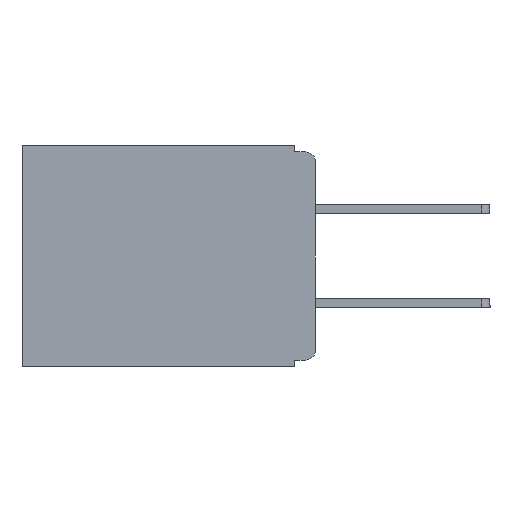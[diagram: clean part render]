
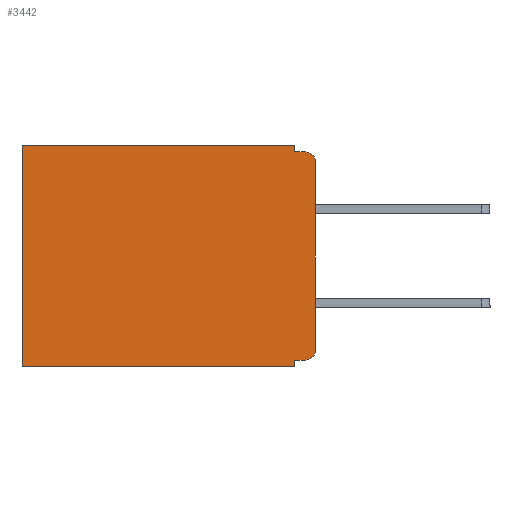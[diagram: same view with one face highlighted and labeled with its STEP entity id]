
A CAD part, left-side view. The second image highlights one B-rep face of the part: STEP entity #3442.
In plain terms, the highlighted planar face has unit normal (-1, 0, 0).
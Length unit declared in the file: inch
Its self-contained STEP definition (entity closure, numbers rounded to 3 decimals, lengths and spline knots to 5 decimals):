
#88 = CARTESIAN_POINT ( 'NONE',  ( 0.3, 0.015, -0.32 ) ) ;
#517 = CARTESIAN_POINT ( 'NONE',  ( 0.3, 0., -0.025 ) ) ;
#791 = ORIENTED_EDGE ( 'NONE', *, *, #5293, .F. ) ;
#855 = CARTESIAN_POINT ( 'NONE',  ( 0.3, 0.031, -0.33 ) ) ;
#1007 = VERTEX_POINT ( 'NONE', #10827 ) ;
#1215 = AXIS2_PLACEMENT_3D ( 'NONE', #1951, #10809, #3247 ) ;
#1219 = EDGE_CURVE ( 'NONE', #5319, #12401, #9839, .T. ) ;
#1281 = EDGE_CURVE ( 'NONE', #12087, #10354, #5603, .T. ) ;
#1887 = CARTESIAN_POINT ( 'NONE',  ( 0.3, 0., -0.33 ) ) ;
#1951 = CARTESIAN_POINT ( 'NONE',  ( 0.3, 0.015, -0.305 ) ) ;
#1952 = VECTOR ( 'NONE', #3172, 39.37008 ) ;
#1973 = CARTESIAN_POINT ( 'NONE',  ( 0.3, 0.437, -0.33 ) ) ;
#2052 = CARTESIAN_POINT ( 'NONE',  ( 0.3, 0., -0.305 ) ) ;
#2136 = PLANE ( 'NONE',  #8636 ) ;
#2335 = DIRECTION ( 'NONE',  ( 1., 0., 0. ) ) ;
#2347 = LINE ( 'NONE', #1887, #1952 ) ;
#2482 = ORIENTED_EDGE ( 'NONE', *, *, #12674, .T. ) ;
#2557 = VERTEX_POINT ( 'NONE', #15571 ) ;
#3049 = ORIENTED_EDGE ( 'NONE', *, *, #1281, .F. ) ;
#3172 = DIRECTION ( 'NONE',  ( 0., 1., 0. ) ) ;
#3247 = DIRECTION ( 'NONE',  ( 0., 0., -1. ) ) ;
#3360 = VERTEX_POINT ( 'NONE', #1973 ) ;
#3442 = ADVANCED_FACE ( 'NONE', ( #13064 ), #2136, .F. ) ;
#3448 = ORIENTED_EDGE ( 'NONE', *, *, #1219, .F. ) ;
#3479 = VECTOR ( 'NONE', #5526, 39.37008 ) ;
#3774 = CARTESIAN_POINT ( 'NONE',  ( 0.3, 0., -0.32 ) ) ;
#3958 = EDGE_CURVE ( 'NONE', #11143, #6585, #14720, .T. ) ;
#4387 = LINE ( 'NONE', #11799, #10332 ) ;
#4809 = ORIENTED_EDGE ( 'NONE', *, *, #13906, .F. ) ;
#5137 = DIRECTION ( 'NONE',  ( 0., 1., 0. ) ) ;
#5293 = EDGE_CURVE ( 'NONE', #12401, #1007, #4387, .T. ) ;
#5319 = VERTEX_POINT ( 'NONE', #7087 ) ;
#5526 = DIRECTION ( 'NONE',  ( 0., 0., -1. ) ) ;
#5603 = LINE ( 'NONE', #7629, #15099 ) ;
#5839 = CARTESIAN_POINT ( 'NONE',  ( 0.3, 0., 0. ) ) ;
#6084 = CARTESIAN_POINT ( 'NONE',  ( 0.3, 0.437, -0.33 ) ) ;
#6129 = DIRECTION ( 'NONE',  ( 0., 0., -1. ) ) ;
#6310 = ORIENTED_EDGE ( 'NONE', *, *, #3958, .F. ) ;
#6585 = VERTEX_POINT ( 'NONE', #13772 ) ;
#6758 = CARTESIAN_POINT ( 'NONE',  ( 0.3, 0.031, -0.33 ) ) ;
#6765 = ORIENTED_EDGE ( 'NONE', *, *, #13354, .T. ) ;
#6818 = DIRECTION ( 'NONE',  ( -1., 0., 0. ) ) ;
#7087 = CARTESIAN_POINT ( 'NONE',  ( 0.3, 0.031, 0. ) ) ;
#7289 = CIRCLE ( 'NONE', #1215, 0.015 ) ;
#7491 = CARTESIAN_POINT ( 'NONE',  ( 0.3, 0.031, 0. ) ) ;
#7629 = CARTESIAN_POINT ( 'NONE',  ( 0.3, 0., -0.33 ) ) ;
#7648 = DIRECTION ( 'NONE',  ( 0., 0., -1. ) ) ;
#7880 = ORIENTED_EDGE ( 'NONE', *, *, #8985, .F. ) ;
#8168 = VECTOR ( 'NONE', #5137, 39.37008 ) ;
#8228 = CARTESIAN_POINT ( 'NONE',  ( 0.3, 0., -0.33 ) ) ;
#8636 = AXIS2_PLACEMENT_3D ( 'NONE', #8228, #2335, #8892 ) ;
#8892 = DIRECTION ( 'NONE',  ( 0., 0., -1. ) ) ;
#8985 = EDGE_CURVE ( 'NONE', #6585, #15882, #13106, .T. ) ;
#9127 = ORIENTED_EDGE ( 'NONE', *, *, #14898, .T. ) ;
#9163 = ORIENTED_EDGE ( 'NONE', *, *, #12244, .T. ) ;
#9839 = LINE ( 'NONE', #7491, #3479 ) ;
#9866 = VECTOR ( 'NONE', #6129, 39.37008 ) ;
#10332 = VECTOR ( 'NONE', #14695, 39.37008 ) ;
#10354 = VERTEX_POINT ( 'NONE', #2052 ) ;
#10809 = DIRECTION ( 'NONE',  ( -1., 0., 0. ) ) ;
#10827 = CARTESIAN_POINT ( 'NONE',  ( 0.3, 0.015, -0.01 ) ) ;
#10845 = EDGE_LOOP ( 'NONE', ( #3049, #2482, #791, #3448, #9163, #9127, #4809, #7880, #6310, #6765 ) ) ;
#10897 = CIRCLE ( 'NONE', #11149, 0.015 ) ;
#11143 = VERTEX_POINT ( 'NONE', #88 ) ;
#11149 = AXIS2_PLACEMENT_3D ( 'NONE', #14266, #6818, #15425 ) ;
#11799 = CARTESIAN_POINT ( 'NONE',  ( 0.3, 0., -0.01 ) ) ;
#12087 = VERTEX_POINT ( 'NONE', #517 ) ;
#12244 = EDGE_CURVE ( 'NONE', #5319, #2557, #14517, .T. ) ;
#12401 = VERTEX_POINT ( 'NONE', #16019 ) ;
#12674 = EDGE_CURVE ( 'NONE', #12087, #1007, #10897, .T. ) ;
#13064 = FACE_OUTER_BOUND ( 'NONE', #10845, .T. ) ;
#13103 = LINE ( 'NONE', #6084, #9866 ) ;
#13106 = LINE ( 'NONE', #855, #15884 ) ;
#13332 = DIRECTION ( 'NONE',  ( 0., 1., 0. ) ) ;
#13354 = EDGE_CURVE ( 'NONE', #11143, #10354, #7289, .T. ) ;
#13772 = CARTESIAN_POINT ( 'NONE',  ( 0.3, 0.031, -0.32 ) ) ;
#13906 = EDGE_CURVE ( 'NONE', #15882, #3360, #2347, .T. ) ;
#14149 = VECTOR ( 'NONE', #13332, 39.37008 ) ;
#14266 = CARTESIAN_POINT ( 'NONE',  ( 0.3, 0.015, -0.025 ) ) ;
#14517 = LINE ( 'NONE', #5839, #14149 ) ;
#14695 = DIRECTION ( 'NONE',  ( 0., -1., 0. ) ) ;
#14720 = LINE ( 'NONE', #3774, #8168 ) ;
#14898 = EDGE_CURVE ( 'NONE', #2557, #3360, #13103, .T. ) ;
#15099 = VECTOR ( 'NONE', #7648, 39.37008 ) ;
#15425 = DIRECTION ( 'NONE',  ( 0., 0., -1. ) ) ;
#15571 = CARTESIAN_POINT ( 'NONE',  ( 0.3, 0.437, 0. ) ) ;
#15705 = DIRECTION ( 'NONE',  ( 0., 0., -1. ) ) ;
#15882 = VERTEX_POINT ( 'NONE', #6758 ) ;
#15884 = VECTOR ( 'NONE', #15705, 39.37008 ) ;
#16019 = CARTESIAN_POINT ( 'NONE',  ( 0.3, 0.031, -0.01 ) ) ;
